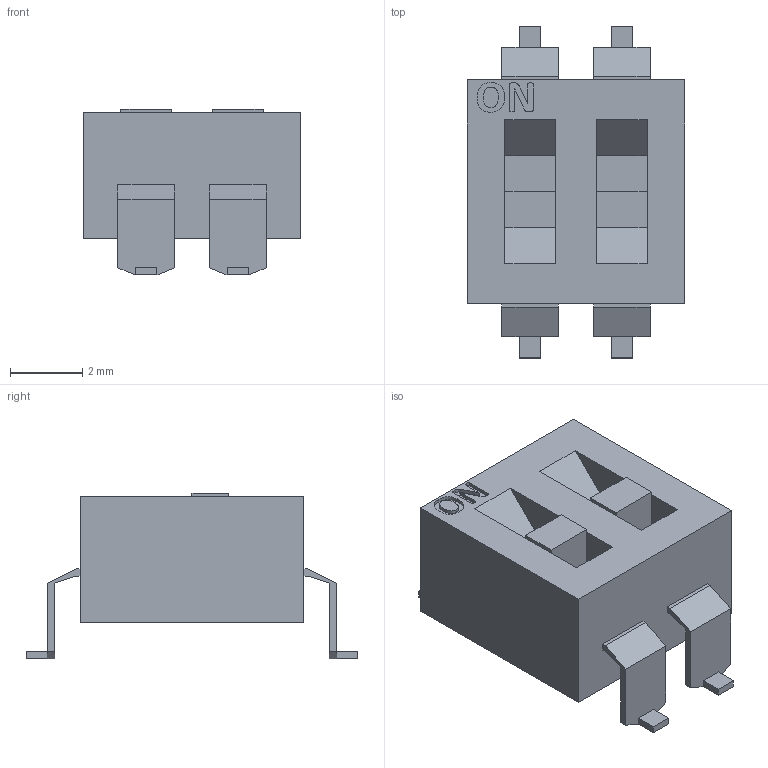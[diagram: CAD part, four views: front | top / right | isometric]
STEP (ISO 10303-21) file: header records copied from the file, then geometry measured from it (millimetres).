
FILE_DESCRIPTION (( 'STEP AP214' ), '1' );
FILE_NAME ('DMHA-02G-G.STEP', '2023-08-22T07:48:02', ( '' ), ( '' ), 'SwSTEP 2.0', 'SolidWorks 2019', '' );
FILE_SCHEMA (( 'AUTOMOTIVE_DESIGN' ));
Length unit declared in the file: millimetre
Products named in the file (1): DMHA-02G-G
Bounding box: 6.02 x 9.2 x 4.6 mm (x, y, z)
Volume: 128.8 mm3; surface area: 238.5 mm2
Topology: 7 solids, 7 shells, 125 faces, 310 edges, 204 vertices
Faces by surface type: plane 105, bspline 20
Entity records: 5652 total; most frequent: CARTESIAN_POINT 1668, ORIENTED_EDGE 620, DIRECTION 482, EDGE_CURVE 310, LINE 270, VECTOR 270, VERTEX_POINT 204, EDGE_LOOP 130
